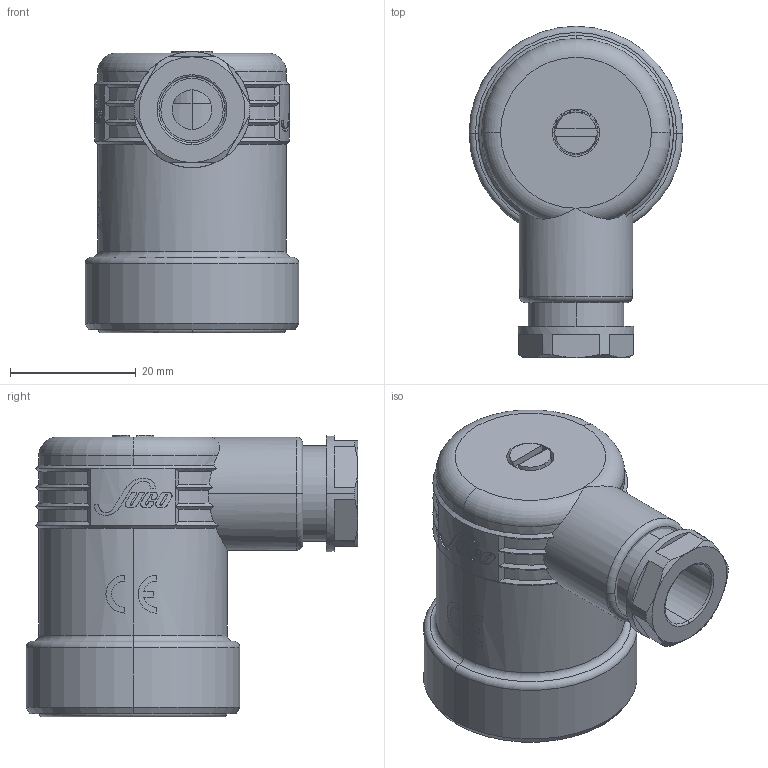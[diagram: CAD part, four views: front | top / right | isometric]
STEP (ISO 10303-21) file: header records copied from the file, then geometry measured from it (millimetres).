
FILE_DESCRIPTION(('OneSpaceDesigner STEP Export'),'2;1');
FILE_NAME('1-1-80-652-002.stp','2007-12-18T 8:46:28',(''),(''),'OneSpace Designer STEP processor for AP214 (Solid Model)','OneSpace Designer 14.00B 27-May-2006 (C) CoCreate Software GmbH','');
FILE_SCHEMA(('AUTOMOTIVE_DESIGN { 1 0 10303 214 1 1 1 1 }'));
Length unit declared in the file: millimetre
Products named in the file (8): Schraube_M_4x12_DIN_84; Gehaeuse; Scheibe; Druckschraube; Dichtung_1; Einsatz; Fiberdichtung; 1-1-80-652-002
Assembly tree (7 placements, depth 2):
  1-1-80-652-002
    Fiberdichtung
    Einsatz
    Dichtung_1
    Druckschraube
    Scheibe
    Gehaeuse
    Schraube_M_4x12_DIN_84
Bounding box: 34 x 52.76 x 44.8 mm (x, y, z)
Volume: 18827 mm3; surface area: 17930.6 mm2
Topology: 7 solids, 7 shells, 431 faces, 1126 edges, 730 vertices
Faces by surface type: cylinder 190, plane 163, cone 57, torus 21
Entity records: 22438 total; most frequent: CARTESIAN_POINT 12529, ORIENTED_EDGE 2252, DIRECTION 1557, EDGE_CURVE 1126, VERTEX_POINT 730, AXIS2_PLACEMENT_3D 579, EDGE_LOOP 474, FACE_OUTER_BOUND 431
